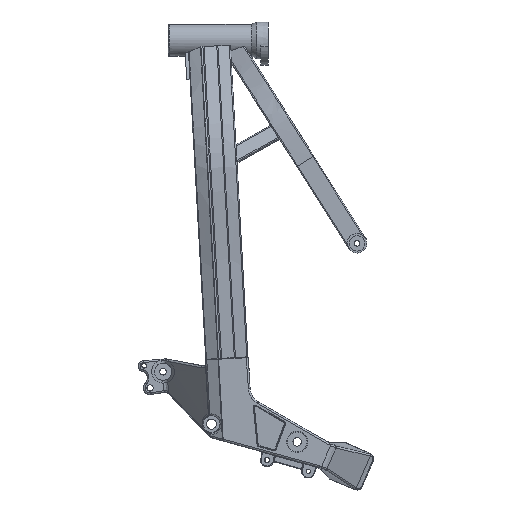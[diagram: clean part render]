
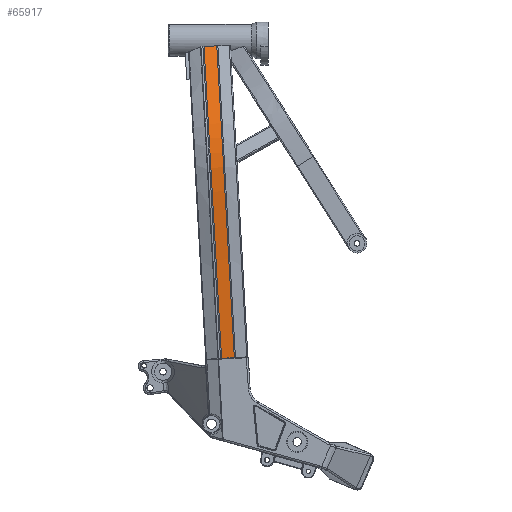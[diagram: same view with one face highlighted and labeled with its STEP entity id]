
A CAD part, left-side view. The second image highlights one B-rep face of the part: STEP entity #65917.
In plain terms, the highlighted free-form (B-spline) face has degree [1, 3] with [2, 17] control points.
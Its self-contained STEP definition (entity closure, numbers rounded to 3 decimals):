
#91 = CARTESIAN_POINT ( 'NONE',  ( -62.238, 90.859, -46.74 ) ) ;
#1439 = CARTESIAN_POINT ( 'NONE',  ( -63.282, 113.756, -49.206 ) ) ;
#2178 = CARTESIAN_POINT ( 'NONE',  ( -143.016, 63.234, -537.706 ) ) ;
#2636 = B_SPLINE_CURVE_WITH_KNOTS ( 'NONE', 3,
 ( #6585, #58509, #13191, #59062, #19752, #65685, #26400, #72275, #34170, #80018, #40727, #1439, #47338, #8053 ),
 .UNSPECIFIED., .F., .F.,
 ( 4, 1, 1, 1, 1, 1, 1, 1, 1, 1, 1, 4 ),
 ( 0., 0.187, 0.373, 0.491, 0.56, 0.564, 0.67, 0.715, 0.76, 0.78, 0.89, 0.99 ),
 .UNSPECIFIED. ) ;
#2649 = CARTESIAN_POINT ( 'NONE',  ( -143., 61.331, -571.516 ) ) ;
#2740 = CARTESIAN_POINT ( 'NONE',  ( -63.347, 90.789, -47.986 ) ) ;
#6125 = CARTESIAN_POINT ( 'NONE',  ( -158.38, 100.146, -291.096 ) ) ;
#6194 = ORIENTED_EDGE ( 'NONE', *, *, #46126, .T. ) ;
#6399 = CARTESIAN_POINT ( 'NONE',  ( -143., 61.331, -571.516 ) ) ;
#6585 = CARTESIAN_POINT ( 'NONE',  ( -143., 84.291, -572.874 ) ) ;
#6679 = CARTESIAN_POINT ( 'NONE',  ( -22.916, 93.176, -5.555 ) ) ;
#8053 = CARTESIAN_POINT ( 'NONE',  ( -26.718, 115.92, -10.75 ) ) ;
#9345 = CARTESIAN_POINT ( 'NONE',  ( -27.073, 92.936, -9.823 ) ) ;
#10788 = CARTESIAN_POINT ( 'NONE',  ( -143., 84.291, -572.874 ) ) ;
#12274 = CARTESIAN_POINT ( 'NONE',  ( -26.987, 98.682, -10.057 ) ) ;
#12293 = FACE_OUTER_BOUND ( 'NONE', #33161, .T. ) ;
#12638 = VERTEX_POINT ( 'NONE', #10788 ) ;
#12738 = CARTESIAN_POINT ( 'NONE',  ( -159.875, 104.771, -208.898 ) ) ;
#13009 = CARTESIAN_POINT ( 'NONE',  ( -145.103, 67.299, -465.461 ) ) ;
#13191 = CARTESIAN_POINT ( 'NONE',  ( -145.099, 90.259, -466.818 ) ) ;
#15660 = CARTESIAN_POINT ( 'NONE',  ( -145.103, 67.299, -465.461 ) ) ;
#18817 = CARTESIAN_POINT ( 'NONE',  ( -26.899, 104.428, -10.29 ) ) ;
#19010 = CARTESIAN_POINT ( 'NONE',  ( -142.997, 83.917, -579.53 ) ) ;
#19294 = CARTESIAN_POINT ( 'NONE',  ( -127.415, 109.631, -122.515 ) ) ;
#19574 = CARTESIAN_POINT ( 'NONE',  ( -158.387, 77.186, -289.739 ) ) ;
#19752 = CARTESIAN_POINT ( 'NONE',  ( -158.38, 100.146, -291.096 ) ) ;
#22254 = CARTESIAN_POINT ( 'NONE',  ( -158.387, 77.186, -289.739 ) ) ;
#23830 = B_SPLINE_CURVE_WITH_KNOTS ( 'NONE', 3,
 ( #84222, #38364, #51548, #12274, #58139, #18817, #64772, #25471, #71355, #32080 ),
 .UNSPECIFIED., .F., .F.,
 ( 4, 3, 3, 4 ),
 ( 0., 0.006, 0.014, 0.023 ),
 .UNSPECIFIED. ) ;
#25471 = CARTESIAN_POINT ( 'NONE',  ( -26.81, 110.174, -10.521 ) ) ;
#25949 = CARTESIAN_POINT ( 'NONE',  ( -86.954, 112.26, -75.805 ) ) ;
#26224 = CARTESIAN_POINT ( 'NONE',  ( -159.867, 81.811, -207.541 ) ) ;
#26400 = CARTESIAN_POINT ( 'NONE',  ( -159.875, 104.771, -208.898 ) ) ;
#28884 = CARTESIAN_POINT ( 'NONE',  ( -159.867, 81.811, -207.541 ) ) ;
#29282 = ORIENTED_EDGE ( 'NONE', *, *, #42257, .T. ) ;
#30593 = CARTESIAN_POINT ( 'NONE',  ( -143., 61.331, -571.516 ) ) ;
#32080 = CARTESIAN_POINT ( 'NONE',  ( -26.718, 115.92, -10.75 ) ) ;
#32272 = CARTESIAN_POINT ( 'NONE',  ( -142.999, 84.104, -576.202 ) ) ;
#32552 = CARTESIAN_POINT ( 'NONE',  ( -37.288, 115.312, -21.556 ) ) ;
#32836 = CARTESIAN_POINT ( 'NONE',  ( -127.38, 86.671, -121.168 ) ) ;
#33161 = EDGE_LOOP ( 'NONE', ( #81475, #6194, #45134, #29282 ) ) ;
#33490 = CARTESIAN_POINT ( 'NONE',  ( -143., 61.331, -571.516 ) ) ;
#34170 = CARTESIAN_POINT ( 'NONE',  ( -127.415, 109.631, -122.515 ) ) ;
#35459 = CARTESIAN_POINT ( 'NONE',  ( -127.38, 86.671, -121.168 ) ) ;
#38045 = CARTESIAN_POINT ( 'NONE',  ( -27.073, 92.936, -9.823 ) ) ;
#38364 = CARTESIAN_POINT ( 'NONE',  ( -27.045, 94.851, -9.901 ) ) ;
#38838 = CARTESIAN_POINT ( 'NONE',  ( -143.015, 86.194, -539.063 ) ) ;
#39111 = CARTESIAN_POINT ( 'NONE',  ( -142.995, 60.77, -581.501 ) ) ;
#39389 = CARTESIAN_POINT ( 'NONE',  ( -86.909, 89.299, -74.466 ) ) ;
#39942 = B_SPLINE_SURFACE_WITH_KNOTS ( 'NONE', 1, 3, ( 
 ( #84410, #19010, #32272, #78137, #38838, #84684, #45425, #6125, #52024, #12738, #58609, #19294, #65230, #25949, #71820, #32552, #78395 ),
 ( #39111, #84966, #45696, #6399, #52310, #13009, #58875, #19574, #65511, #26224, #72103, #32836, #78666, #39389, #91, #45982, #6679 ) ),
 .UNSPECIFIED., .F., .F., .F.,
 ( 2, 2 ),
 ( 4, 3, 1, 1, 1, 1, 1, 1, 1, 1, 1, 1, 4 ),
 ( 0.035, 0.152 ),
 ( -0.018, 0., 0.187, 0.373, 0.491, 0.56, 0.564, 0.67, 0.715, 0.76, 0.78, 0.89, 1. ),
 .UNSPECIFIED. ) ;
#40727 = CARTESIAN_POINT ( 'NONE',  ( -86.954, 112.26, -75.805 ) ) ;
#42027 = CARTESIAN_POINT ( 'NONE',  ( -86.909, 89.299, -74.466 ) ) ;
#42257 = EDGE_CURVE ( 'NONE', #12638, #58232, #76851, .T. ) ;
#45134 = ORIENTED_EDGE ( 'NONE', *, *, #66106, .F. ) ;
#45425 = CARTESIAN_POINT ( 'NONE',  ( -151.321, 95.949, -365.686 ) ) ;
#45696 = CARTESIAN_POINT ( 'NONE',  ( -142.998, 61.144, -574.844 ) ) ;
#45982 = CARTESIAN_POINT ( 'NONE',  ( -37.243, 92.351, -20.217 ) ) ;
#46126 = EDGE_CURVE ( 'NONE', #48851, #67144, #23830, .T. ) ;
#46972 = EDGE_CURVE ( 'NONE', #58232, #48851, #65857, .T. ) ;
#47338 = CARTESIAN_POINT ( 'NONE',  ( -39.492, 115.18, -23.899 ) ) ;
#48525 = CARTESIAN_POINT ( 'NONE',  ( -143., 84.291, -572.874 ) ) ;
#48612 = CARTESIAN_POINT ( 'NONE',  ( -39.685, 92.205, -22.811 ) ) ;
#48851 = VERTEX_POINT ( 'NONE', #38045 ) ;
#51548 = CARTESIAN_POINT ( 'NONE',  ( -27.016, 96.767, -9.979 ) ) ;
#52024 = CARTESIAN_POINT ( 'NONE',  ( -161.784, 102.402, -250.994 ) ) ;
#52310 = CARTESIAN_POINT ( 'NONE',  ( -143.016, 63.234, -537.706 ) ) ;
#58139 = CARTESIAN_POINT ( 'NONE',  ( -26.943, 101.555, -10.174 ) ) ;
#58232 = VERTEX_POINT ( 'NONE', #30593 ) ;
#58509 = CARTESIAN_POINT ( 'NONE',  ( -143.015, 86.194, -539.063 ) ) ;
#58609 = CARTESIAN_POINT ( 'NONE',  ( -151.202, 107.144, -166.73 ) ) ;
#58875 = CARTESIAN_POINT ( 'NONE',  ( -151.325, 72.989, -364.329 ) ) ;
#59062 = CARTESIAN_POINT ( 'NONE',  ( -151.321, 95.949, -365.686 ) ) ;
#61535 = CARTESIAN_POINT ( 'NONE',  ( -151.325, 72.989, -364.329 ) ) ;
#64772 = CARTESIAN_POINT ( 'NONE',  ( -26.855, 107.301, -10.406 ) ) ;
#65230 = CARTESIAN_POINT ( 'NONE',  ( -110.74, 110.724, -103.097 ) ) ;
#65511 = CARTESIAN_POINT ( 'NONE',  ( -161.786, 79.443, -249.636 ) ) ;
#65685 = CARTESIAN_POINT ( 'NONE',  ( -161.784, 102.402, -250.994 ) ) ;
#65857 = B_SPLINE_CURVE_WITH_KNOTS ( 'NONE', 3,
 ( #33490, #2178, #15660, #61535, #22254, #68158, #28884, #74757, #35459, #81319, #42027, #2740, #48612, #9345 ),
 .UNSPECIFIED., .F., .F.,
 ( 4, 1, 1, 1, 1, 1, 1, 1, 1, 1, 1, 4 ),
 ( 0., 0.187, 0.373, 0.491, 0.56, 0.564, 0.67, 0.715, 0.76, 0.78, 0.89, 0.989 ),
 .UNSPECIFIED. ) ;
#65917 = ADVANCED_FACE ( 'NONE', ( #12293 ), #39942, .T. ) ;
#66106 = EDGE_CURVE ( 'NONE', #12638, #67144, #2636, .T. ) ;
#66940 = CARTESIAN_POINT ( 'NONE',  ( -26.718, 115.92, -10.75 ) ) ;
#67144 = VERTEX_POINT ( 'NONE', #66940 ) ;
#68158 = CARTESIAN_POINT ( 'NONE',  ( -161.786, 79.443, -249.636 ) ) ;
#71355 = CARTESIAN_POINT ( 'NONE',  ( -26.764, 113.047, -10.636 ) ) ;
#71820 = CARTESIAN_POINT ( 'NONE',  ( -62.281, 113.82, -48.081 ) ) ;
#72103 = CARTESIAN_POINT ( 'NONE',  ( -151.18, 84.184, -165.375 ) ) ;
#72275 = CARTESIAN_POINT ( 'NONE',  ( -151.202, 107.144, -166.73 ) ) ;
#74757 = CARTESIAN_POINT ( 'NONE',  ( -151.18, 84.184, -165.375 ) ) ;
#76851 = B_SPLINE_CURVE_WITH_KNOTS ( 'NONE', 1,
 ( #48525, #2649 ),
 .UNSPECIFIED., .F., .F.,
 ( 2, 2 ),
 ( 0., 0.023 ),
 .UNSPECIFIED. ) ;
#78137 = CARTESIAN_POINT ( 'NONE',  ( -143., 84.291, -572.874 ) ) ;
#78395 = CARTESIAN_POINT ( 'NONE',  ( -22.961, 116.137, -6.894 ) ) ;
#78666 = CARTESIAN_POINT ( 'NONE',  ( -110.7, 87.763, -101.754 ) ) ;
#80018 = CARTESIAN_POINT ( 'NONE',  ( -110.74, 110.724, -103.097 ) ) ;
#81319 = CARTESIAN_POINT ( 'NONE',  ( -110.7, 87.763, -101.754 ) ) ;
#81475 = ORIENTED_EDGE ( 'NONE', *, *, #46972, .T. ) ;
#84222 = CARTESIAN_POINT ( 'NONE',  ( -27.073, 92.936, -9.823 ) ) ;
#84410 = CARTESIAN_POINT ( 'NONE',  ( -142.996, 83.729, -582.858 ) ) ;
#84684 = CARTESIAN_POINT ( 'NONE',  ( -145.099, 90.259, -466.818 ) ) ;
#84966 = CARTESIAN_POINT ( 'NONE',  ( -142.997, 60.957, -578.172 ) ) ;
